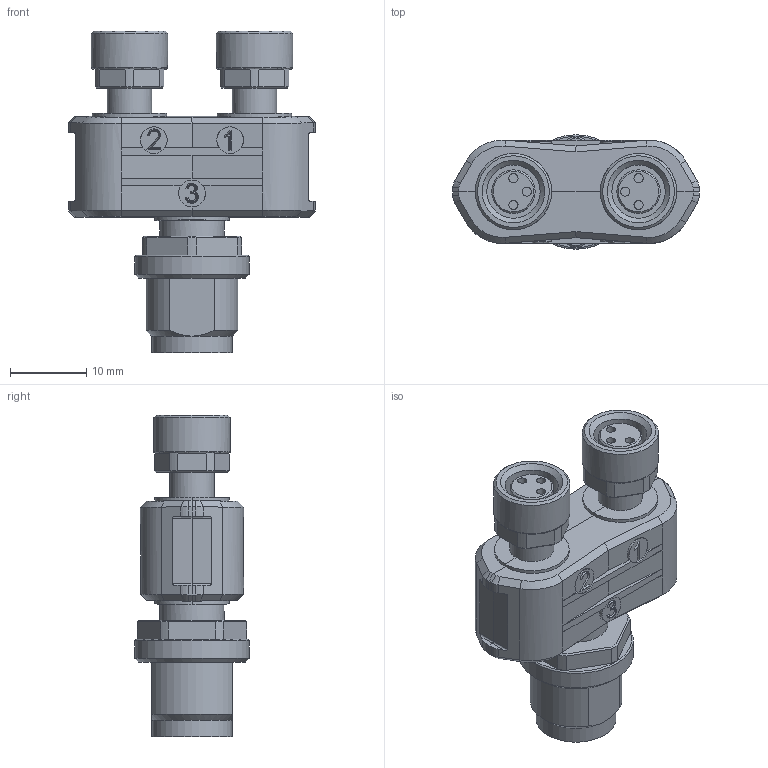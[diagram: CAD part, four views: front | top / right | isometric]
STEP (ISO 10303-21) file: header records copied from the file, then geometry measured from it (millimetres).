
FILE_DESCRIPTION(('T-St�ck SlimLine'),'2;1');
FILE_NAME('M12St auf 2x M8Bu3pol (7000-41211).stp','2011-08-04T09:03:39',('Murrelektronik GmbH Bachgasse 3 09366 Stollberg'),('Werk Stollberg'),'Autodesk Inventor 2011','Autodesk Inventor 2011','');
FILE_SCHEMA(('AUTOMOTIVE_DESIGN { 1 0 10303 214 1 1 1 1 }'));
Length unit declared in the file: millimetre
Products named in the file (1): Bauteil1
Bounding box: 32.3 x 15 x 42.2 mm (x, y, z)
Volume: 7607.3 mm3; surface area: 4373.9 mm2
Topology: 1 solids, 1 shells, 456 faces, 1120 edges, 697 vertices
Faces by surface type: plane 254, cylinder 83, bspline 81, cone 35, torus 3
Full cylindrical faces by diameter (mm): 1 x5, 1.2 x6, 5.7 x2, 5.8 x2, 7 x2, 8.3 x1, 8.4 x1, 10 x2, 10.5 x1, 15 x1
Entity records: 21099 total; most frequent: CARTESIAN_POINT 11217, ORIENTED_EDGE 2148, DIRECTION 1595, EDGE_CURVE 1074, VERTEX_POINT 689, AXIS2_PLACEMENT_3D 541, EDGE_LOOP 525, VECTOR 513
